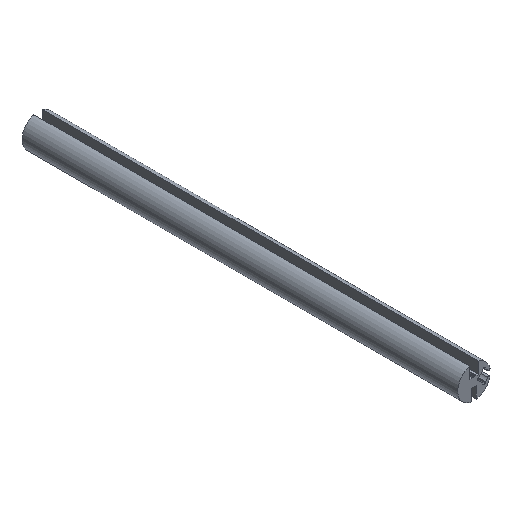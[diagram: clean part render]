
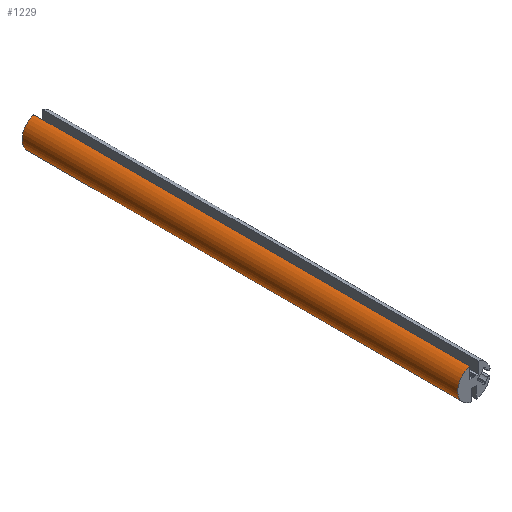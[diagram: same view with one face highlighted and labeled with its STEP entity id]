
A CAD part, isometric view. The second image highlights one B-rep face of the part: STEP entity #1229.
In plain terms, the highlighted free-form (B-spline) face has degree [1, 2] with [2, 5] control points.
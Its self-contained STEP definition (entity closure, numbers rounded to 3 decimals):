
#322=CARTESIAN_POINT('',(-2.,0.0,7.228));
#323=VERTEX_POINT('',#322);
#329=CARTESIAN_POINT('',(-1.,0.0,-7.433));
#330=VERTEX_POINT('',#329);
#331=CARTESIAN_POINT('',(-2.,0.0,7.228));
#332=CARTESIAN_POINT('',(-7.899,0.0,5.596));
#333=CARTESIAN_POINT('',(-7.483,0.0,-0.51));
#334=CARTESIAN_POINT('',(-7.066,0.0,-6.617));
#335=CARTESIAN_POINT('',(-1.,0.0,-7.433));
#343=(BOUNDED_CURVE()B_SPLINE_CURVE(2,(#331,#332,#333,#334,#335),.UNSPECIFIED.,.F.,.U.)B_SPLINE_CURVE_WITH_KNOTS((3,2,3),(0.0,0.5,1.0),.UNSPECIFIED.)CURVE()GEOMETRIC_REPRESENTATION_ITEM()RATIONAL_B_SPLINE_CURVE((1.0,0.775,1.0,0.775,1.0))REPRESENTATION_ITEM(''));
#344=EDGE_CURVE('',#323,#330,#343,.T.);
#368=CARTESIAN_POINT('',(-1.,200.0,-7.433));
#369=VERTEX_POINT('',#368);
#375=CARTESIAN_POINT('',(-2.,200.0,7.228));
#376=VERTEX_POINT('',#375);
#377=CARTESIAN_POINT('',(-2.,200.0,7.228));
#378=CARTESIAN_POINT('',(-7.899,200.0,5.596));
#379=CARTESIAN_POINT('',(-7.483,200.0,-0.51));
#380=CARTESIAN_POINT('',(-7.066,200.0,-6.617));
#381=CARTESIAN_POINT('',(-1.,200.0,-7.433));
#389=(BOUNDED_CURVE()B_SPLINE_CURVE(2,(#377,#378,#379,#380,#381),.UNSPECIFIED.,.F.,.U.)B_SPLINE_CURVE_WITH_KNOTS((3,2,3),(0.0,0.5,1.0),.UNSPECIFIED.)CURVE()GEOMETRIC_REPRESENTATION_ITEM()RATIONAL_B_SPLINE_CURVE((1.0,0.775,1.0,0.775,1.0))REPRESENTATION_ITEM(''));
#390=EDGE_CURVE('',#376,#369,#389,.T.);
#1193=CARTESIAN_POINT('',(-2.,200.0,7.228));
#1194=CARTESIAN_POINT('',(-2.,0.0,7.228));
#1195=QUASI_UNIFORM_CURVE('',1,(#1193,#1194),.UNSPECIFIED.,.F.,.U.);
#1196=EDGE_CURVE('',#376,#323,#1195,.T.);
#1201=CARTESIAN_POINT('',(-0.935,205.0,-7.441));
#1202=CARTESIAN_POINT('',(-0.935,-5.125,-7.441));
#1203=CARTESIAN_POINT('',(-7.179,205.,-6.657));
#1204=CARTESIAN_POINT('',(-7.179,-5.125,-6.657));
#1205=CARTESIAN_POINT('',(-7.491,205.0,-0.371));
#1206=CARTESIAN_POINT('',(-7.491,-5.125,-0.371));
#1207=CARTESIAN_POINT('',(-7.802,205.,5.914));
#1208=CARTESIAN_POINT('',(-7.802,-5.125,5.914));
#1209=CARTESIAN_POINT('',(-1.666,205.0,7.313));
#1210=CARTESIAN_POINT('',(-1.666,-5.125,7.313));
#1218=(BOUNDED_SURFACE()B_SPLINE_SURFACE(1,2,((#1201,#1203,#1205,#1207,#1209),(#1202,#1204,#1206,#1208,#1210)),.UNSPECIFIED.,.F.,.F.,.U.)B_SPLINE_SURFACE_WITH_KNOTS((2,2),(3,2,3),(0.0,210.125),(0.0,10.919,21.838),.UNSPECIFIED.)GEOMETRIC_REPRESENTATION_ITEM()RATIONAL_B_SPLINE_SURFACE(((1.0,0.766,1.0,0.766,1.0),(1.0,0.766,1.0,0.766,1.0)))REPRESENTATION_ITEM('')SURFACE());
#1219=ORIENTED_EDGE('',*,*,#344,.F.);
#1220=ORIENTED_EDGE('',*,*,#1196,.F.);
#1221=ORIENTED_EDGE('',*,*,#390,.T.);
#1222=CARTESIAN_POINT('',(-1.,200.0,-7.433));
#1223=CARTESIAN_POINT('',(-1.,0.0,-7.433));
#1224=QUASI_UNIFORM_CURVE('',1,(#1222,#1223),.UNSPECIFIED.,.F.,.U.);
#1225=EDGE_CURVE('',#369,#330,#1224,.T.);
#1226=ORIENTED_EDGE('',*,*,#1225,.T.);
#1227=EDGE_LOOP('',(#1219,#1220,#1221,#1226));
#1228=FACE_OUTER_BOUND('',#1227,.T.);
#1229=ADVANCED_FACE('',(#1228),#1218,.T.);
